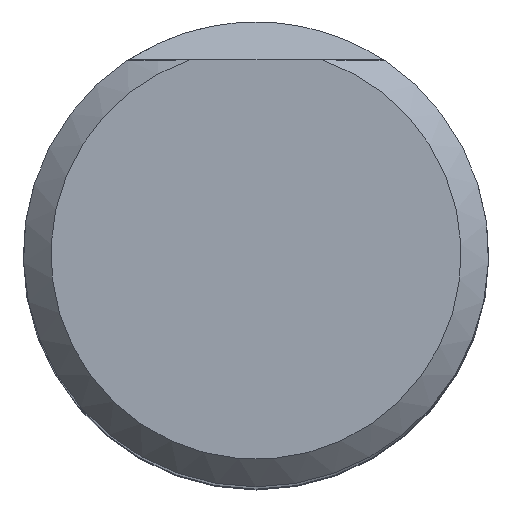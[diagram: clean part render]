
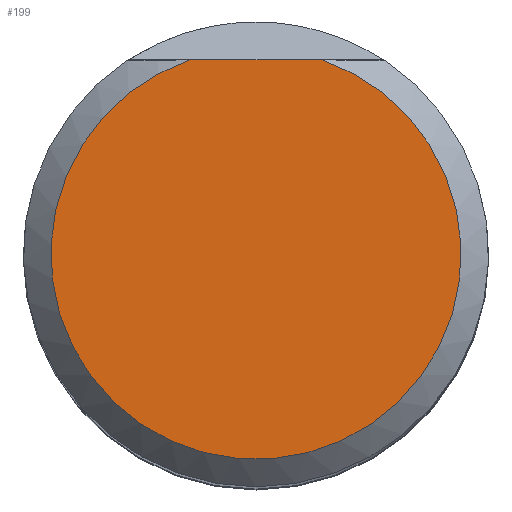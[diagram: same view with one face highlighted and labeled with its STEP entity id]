
A CAD part, top view. The second image highlights one B-rep face of the part: STEP entity #199.
In plain terms, the highlighted planar face has unit normal (0, 0, 1).
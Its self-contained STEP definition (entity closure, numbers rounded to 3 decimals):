
#121=FACE_OUTER_BOUND('',#270,.T.);
#131=PLANE('',#481);
#155=LINE('',#771,#166);
#166=VECTOR('',#568,1.);
#199=ADVANCED_FACE('',(#121),#131,.T.);
#270=EDGE_LOOP('',(#335,#336));
#335=ORIENTED_EDGE('',*,*,#421,.T.);
#336=ORIENTED_EDGE('',*,*,#422,.T.);
#386=VERTEX_POINT('',#769);
#387=VERTEX_POINT('',#770);
#421=EDGE_CURVE('',#386,#387,#443,.T.);
#422=EDGE_CURVE('',#387,#386,#155,.T.);
#443=CIRCLE('',#480,11.2);
#480=AXIS2_PLACEMENT_3D('',#768,#566,#567);
#481=AXIS2_PLACEMENT_3D('',#772,#569,#570);
#566=DIRECTION('',(0.,0.,1.));
#567=DIRECTION('',(0.,1.,0.));
#568=DIRECTION('',(-1.,0.,0.));
#569=DIRECTION('',(0.,0.,1.));
#570=DIRECTION('',(0.,1.,0.));
#768=CARTESIAN_POINT('',(0.,0.,0.));
#769=CARTESIAN_POINT('',(-3.617,10.6,0.));
#770=CARTESIAN_POINT('',(3.617,10.6,0.));
#771=CARTESIAN_POINT('',(0.,10.6,0.));
#772=CARTESIAN_POINT('',(0.,0.,0.));
